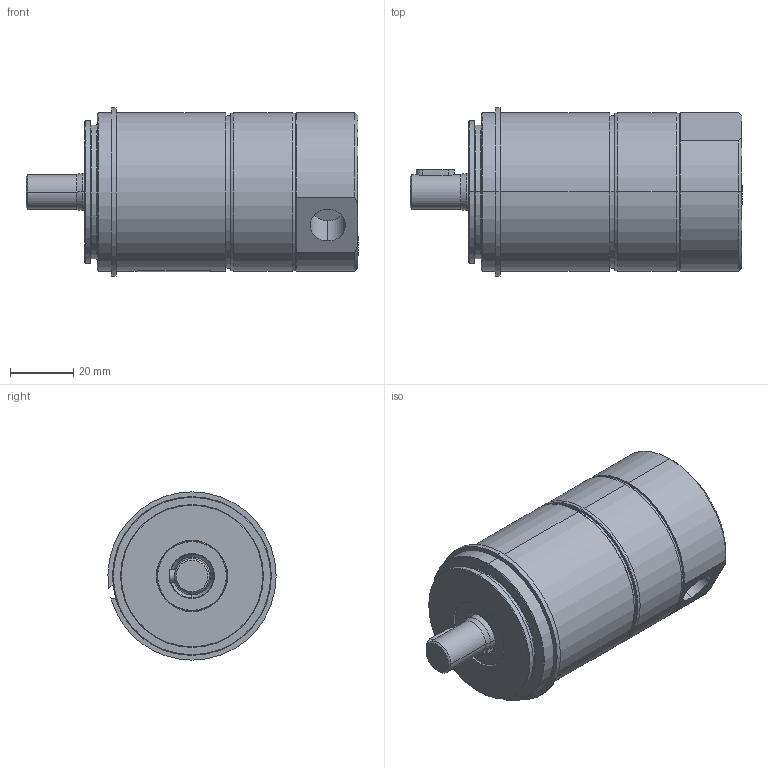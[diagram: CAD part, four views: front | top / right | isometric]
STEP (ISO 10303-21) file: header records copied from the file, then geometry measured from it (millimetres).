
FILE_DESCRIPTION (( 'STEP AP214' ), '1' );
FILE_NAME ('AKP103-AKP105.STEP', '2021-03-16T13:11:23', ( '' ), ( '' ), 'SwSTEP 2.0', 'SolidWorks 2020', '' );
FILE_SCHEMA (( 'AUTOMOTIVE_DESIGN' ));
Length unit declared in the file: millimetre
Products named in the file (1): AKP103-AKP105
Bounding box: 104.6 x 52.99 x 53 mm (x, y, z)
Volume: 164165.5 mm3; surface area: 22069.9 mm2
Topology: 1 solids, 1 shells, 467 faces, 1195 edges, 777 vertices
Faces by surface type: plane 247, bspline 91, cylinder 90, cone 39
Entity records: 17681 total; most frequent: CARTESIAN_POINT 6639, ORIENTED_EDGE 2374, DIRECTION 2147, EDGE_CURVE 1187, VERTEX_POINT 777, AXIS2_PLACEMENT_3D 771, LINE 605, VECTOR 605
